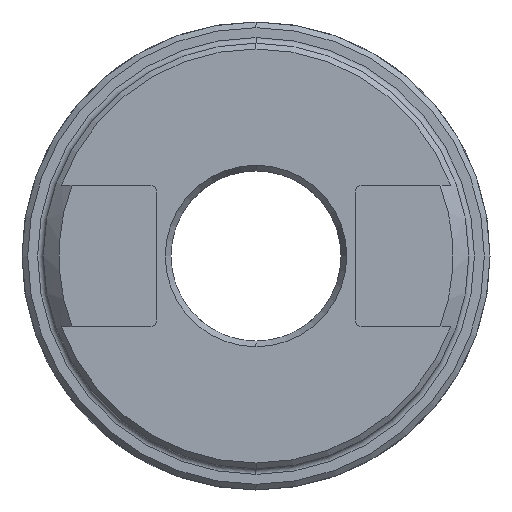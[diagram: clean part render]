
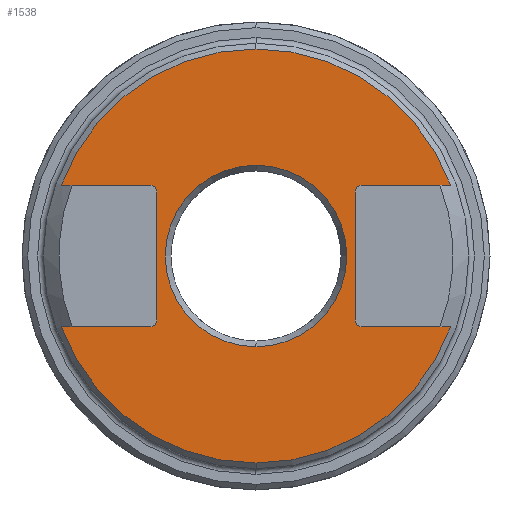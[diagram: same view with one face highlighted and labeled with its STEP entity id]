
A CAD part, left-side view. The second image highlights one B-rep face of the part: STEP entity #1538.
In plain terms, the highlighted planar face has unit normal (-1, 0, 0).
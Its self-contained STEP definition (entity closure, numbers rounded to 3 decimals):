
#5 = DIRECTION ( 'NONE',  ( 0., 1., 0. ) ) ;
#29 = ORIENTED_EDGE ( 'NONE', *, *, #695, .T. ) ;
#78 = ORIENTED_EDGE ( 'NONE', *, *, #953, .T. ) ;
#79 = CARTESIAN_POINT ( 'NONE',  ( -6.5, -7., -4.5 ) ) ;
#87 = CARTESIAN_POINT ( 'NONE',  ( -6.5, 2.462, 0.839 ) ) ;
#93 = CARTESIAN_POINT ( 'NONE',  ( -6.5, -7., 4.5 ) ) ;
#106 = PLANE ( 'NONE',  #724 ) ;
#110 = DIRECTION ( 'NONE',  ( 1., 0., 0. ) ) ;
#121 = EDGE_LOOP ( 'NONE', ( #78, #29, #726, #307, #397, #917, #1323, #853, #210, #849, #903, #937, #798, #998 ) ) ;
#123 = DIRECTION ( 'NONE',  ( 0., 0., -1. ) ) ;
#169 = CARTESIAN_POINT ( 'NONE',  ( -6.5, 0., 0. ) ) ;
#173 = LINE ( 'NONE', #562, #1160 ) ;
#186 = VECTOR ( 'NONE', #719, 1000. ) ;
#194 = VERTEX_POINT ( 'NONE', #1067 ) ;
#197 = CARTESIAN_POINT ( 'NONE',  ( -6.5, -7., 4.5 ) ) ;
#207 = EDGE_CURVE ( 'NONE', #985, #673, #948, .T. ) ;
#210 = ORIENTED_EDGE ( 'NONE', *, *, #207, .T. ) ;
#231 = CARTESIAN_POINT ( 'NONE',  ( -6.5, -13.717, 5. ) ) ;
#235 = CARTESIAN_POINT ( 'NONE',  ( -6.5, 7.5, -5. ) ) ;
#236 = VERTEX_POINT ( 'NONE', #607 ) ;
#245 = DIRECTION ( 'NONE',  ( -1., 0., 0. ) ) ;
#249 = DIRECTION ( 'NONE',  ( 0., 0., -1. ) ) ;
#260 = CARTESIAN_POINT ( 'NONE',  ( -6.5, 0., 0. ) ) ;
#273 = AXIS2_PLACEMENT_3D ( 'NONE', #1338, #1304, #1311 ) ;
#291 = DIRECTION ( 'NONE',  ( 1., 0., 0. ) ) ;
#305 = FACE_BOUND ( 'NONE', #1075, .T. ) ;
#306 = LINE ( 'NONE', #1061, #911 ) ;
#307 = ORIENTED_EDGE ( 'NONE', *, *, #471, .T. ) ;
#309 = CIRCLE ( 'NONE', #1004, 14.6 ) ;
#314 = CIRCLE ( 'NONE', #610, 0.5 ) ;
#320 = EDGE_CURVE ( 'NONE', #543, #443, #358, .T. ) ;
#321 = AXIS2_PLACEMENT_3D ( 'NONE', #322, #291, #340 ) ;
#322 = CARTESIAN_POINT ( 'NONE',  ( -6.5, 7.5, 4.5 ) ) ;
#340 = DIRECTION ( 'NONE',  ( 0., 0., -1. ) ) ;
#342 = VECTOR ( 'NONE', #424, 1000. ) ;
#346 = VERTEX_POINT ( 'NONE', #93 ) ;
#358 = CIRCLE ( 'NONE', #1210, 14.6 ) ;
#397 = ORIENTED_EDGE ( 'NONE', *, *, #927, .T. ) ;
#402 = EDGE_CURVE ( 'NONE', #1356, #482, #432, .T. ) ;
#424 = DIRECTION ( 'NONE',  ( 0., 0., 1. ) ) ;
#425 = DIRECTION ( 'NONE',  ( 0., 0., -1. ) ) ;
#432 = CIRCLE ( 'NONE', #273, 14.6 ) ;
#443 = VERTEX_POINT ( 'NONE', #1165 ) ;
#471 = EDGE_CURVE ( 'NONE', #585, #515, #314, .T. ) ;
#473 = CARTESIAN_POINT ( 'NONE',  ( -6.5, 0., 0. ) ) ;
#477 = DIRECTION ( 'NONE',  ( 0., 0., -1. ) ) ;
#480 = DIRECTION ( 'NONE',  ( -1., 0., 0. ) ) ;
#482 = VERTEX_POINT ( 'NONE', #556 ) ;
#489 = EDGE_CURVE ( 'NONE', #346, #1399, #788, .T. ) ;
#494 = DIRECTION ( 'NONE',  ( 0., 0., -1. ) ) ;
#515 = VERTEX_POINT ( 'NONE', #523 ) ;
#519 = VERTEX_POINT ( 'NONE', #848 ) ;
#523 = CARTESIAN_POINT ( 'NONE',  ( -6.5, 7.5, -5. ) ) ;
#531 = DIRECTION ( 'NONE',  ( 0., 0., 1. ) ) ;
#538 = EDGE_CURVE ( 'NONE', #482, #1197, #309, .T. ) ;
#539 = VECTOR ( 'NONE', #5, 1000. ) ;
#543 = VERTEX_POINT ( 'NONE', #613 ) ;
#547 = CARTESIAN_POINT ( 'NONE',  ( -6.5, -7.5, -4.5 ) ) ;
#556 = CARTESIAN_POINT ( 'NONE',  ( -6.5, 0., 14.6 ) ) ;
#562 = CARTESIAN_POINT ( 'NONE',  ( -6.5, 15., 5. ) ) ;
#568 = CARTESIAN_POINT ( 'NONE',  ( -6.5, 7., 4.5 ) ) ;
#585 = VERTEX_POINT ( 'NONE', #960 ) ;
#607 = CARTESIAN_POINT ( 'NONE',  ( -6.5, 7., 4.5 ) ) ;
#610 = AXIS2_PLACEMENT_3D ( 'NONE', #805, #832, #425 ) ;
#613 = CARTESIAN_POINT ( 'NONE',  ( -6.5, 0., -14.6 ) ) ;
#621 = CARTESIAN_POINT ( 'NONE',  ( -6.5, -7.5, 4.5 ) ) ;
#626 = VERTEX_POINT ( 'NONE', #1114 ) ;
#635 = DIRECTION ( 'NONE',  ( 1., 0., 0. ) ) ;
#669 = LINE ( 'NONE', #197, #342 ) ;
#673 = VERTEX_POINT ( 'NONE', #79 ) ;
#695 = EDGE_CURVE ( 'NONE', #1319, #236, #797, .T. ) ;
#711 = AXIS2_PLACEMENT_3D ( 'NONE', #547, #1464, #531 ) ;
#719 = DIRECTION ( 'NONE',  ( 0., -1., 0. ) ) ;
#724 = AXIS2_PLACEMENT_3D ( 'NONE', #87, #110, #123 ) ;
#726 = ORIENTED_EDGE ( 'NONE', *, *, #1084, .T. ) ;
#754 = AXIS2_PLACEMENT_3D ( 'NONE', #621, #635, #922 ) ;
#761 = ORIENTED_EDGE ( 'NONE', *, *, #919, .F. ) ;
#762 = EDGE_CURVE ( 'NONE', #519, #194, #1400, .T. ) ;
#764 = CARTESIAN_POINT ( 'NONE',  ( -6.5, -7.5, 5. ) ) ;
#784 = DIRECTION ( 'NONE',  ( 0., -1., 0. ) ) ;
#788 = CIRCLE ( 'NONE', #754, 0.5 ) ;
#797 = CIRCLE ( 'NONE', #321, 0.5 ) ;
#798 = ORIENTED_EDGE ( 'NONE', *, *, #538, .F. ) ;
#805 = CARTESIAN_POINT ( 'NONE',  ( -6.5, 7.5, -4.5 ) ) ;
#808 = AXIS2_PLACEMENT_3D ( 'NONE', #473, #480, #494 ) ;
#820 = ORIENTED_EDGE ( 'NONE', *, *, #762, .F. ) ;
#829 = CARTESIAN_POINT ( 'NONE',  ( -6.5, -15., 5. ) ) ;
#832 = DIRECTION ( 'NONE',  ( 1., 0., 0. ) ) ;
#848 = CARTESIAN_POINT ( 'NONE',  ( -6.5, 0., -6.4 ) ) ;
#849 = ORIENTED_EDGE ( 'NONE', *, *, #1059, .T. ) ;
#853 = ORIENTED_EDGE ( 'NONE', *, *, #1115, .T. ) ;
#903 = ORIENTED_EDGE ( 'NONE', *, *, #489, .T. ) ;
#911 = VECTOR ( 'NONE', #1081, 1000. ) ;
#917 = ORIENTED_EDGE ( 'NONE', *, *, #320, .F. ) ;
#919 = EDGE_CURVE ( 'NONE', #194, #519, #1196, .T. ) ;
#922 = DIRECTION ( 'NONE',  ( 0., 0., 1. ) ) ;
#927 = EDGE_CURVE ( 'NONE', #515, #443, #1529, .T. ) ;
#930 = CARTESIAN_POINT ( 'NONE',  ( -6.5, 13.717, 5. ) ) ;
#937 = ORIENTED_EDGE ( 'NONE', *, *, #1559, .T. ) ;
#948 = CIRCLE ( 'NONE', #711, 0.5 ) ;
#953 = EDGE_CURVE ( 'NONE', #1356, #1319, #173, .T. ) ;
#960 = CARTESIAN_POINT ( 'NONE',  ( -6.5, 7., -4.5 ) ) ;
#965 = CARTESIAN_POINT ( 'NONE',  ( -6.5, 0., 0. ) ) ;
#976 = DIRECTION ( 'NONE',  ( 0., 0., -1. ) ) ;
#978 = CARTESIAN_POINT ( 'NONE',  ( -6.5, 0., 0. ) ) ;
#985 = VERTEX_POINT ( 'NONE', #1142 ) ;
#988 = DIRECTION ( 'NONE',  ( 1., 0., 0. ) ) ;
#993 = LINE ( 'NONE', #568, #1029 ) ;
#998 = ORIENTED_EDGE ( 'NONE', *, *, #402, .F. ) ;
#1004 = AXIS2_PLACEMENT_3D ( 'NONE', #978, #1343, #1350 ) ;
#1029 = VECTOR ( 'NONE', #477, 1000. ) ;
#1059 = EDGE_CURVE ( 'NONE', #673, #346, #669, .T. ) ;
#1061 = CARTESIAN_POINT ( 'NONE',  ( -6.5, -7.5, -5. ) ) ;
#1067 = CARTESIAN_POINT ( 'NONE',  ( -6.5, 0., 6.4 ) ) ;
#1075 = EDGE_LOOP ( 'NONE', ( #761, #820 ) ) ;
#1081 = DIRECTION ( 'NONE',  ( 0., 1., 0. ) ) ;
#1084 = EDGE_CURVE ( 'NONE', #236, #585, #993, .T. ) ;
#1114 = CARTESIAN_POINT ( 'NONE',  ( -6.5, -13.717, -5. ) ) ;
#1115 = EDGE_CURVE ( 'NONE', #626, #985, #306, .T. ) ;
#1142 = CARTESIAN_POINT ( 'NONE',  ( -6.5, -7.5, -5. ) ) ;
#1160 = VECTOR ( 'NONE', #784, 1000. ) ;
#1165 = CARTESIAN_POINT ( 'NONE',  ( -6.5, 13.717, -5. ) ) ;
#1196 = CIRCLE ( 'NONE', #1499, 6.4 ) ;
#1197 = VERTEX_POINT ( 'NONE', #231 ) ;
#1203 = AXIS2_PLACEMENT_3D ( 'NONE', #965, #1213, #1310 ) ;
#1210 = AXIS2_PLACEMENT_3D ( 'NONE', #169, #988, #976 ) ;
#1211 = FACE_OUTER_BOUND ( 'NONE', #121, .T. ) ;
#1213 = DIRECTION ( 'NONE',  ( 1., 0., 0. ) ) ;
#1236 = EDGE_CURVE ( 'NONE', #626, #543, #1514, .T. ) ;
#1301 = CARTESIAN_POINT ( 'NONE',  ( -6.5, 7.5, 5. ) ) ;
#1304 = DIRECTION ( 'NONE',  ( 1., 0., 0. ) ) ;
#1310 = DIRECTION ( 'NONE',  ( 0., 0., -1. ) ) ;
#1311 = DIRECTION ( 'NONE',  ( 0., 0., -1. ) ) ;
#1319 = VERTEX_POINT ( 'NONE', #1301 ) ;
#1323 = ORIENTED_EDGE ( 'NONE', *, *, #1236, .F. ) ;
#1338 = CARTESIAN_POINT ( 'NONE',  ( -6.5, 0., 0. ) ) ;
#1343 = DIRECTION ( 'NONE',  ( 1., 0., 0. ) ) ;
#1350 = DIRECTION ( 'NONE',  ( 0., 0., -1. ) ) ;
#1356 = VERTEX_POINT ( 'NONE', #930 ) ;
#1399 = VERTEX_POINT ( 'NONE', #764 ) ;
#1400 = CIRCLE ( 'NONE', #808, 6.4 ) ;
#1464 = DIRECTION ( 'NONE',  ( 1., 0., 0. ) ) ;
#1482 = LINE ( 'NONE', #829, #186 ) ;
#1499 = AXIS2_PLACEMENT_3D ( 'NONE', #260, #245, #249 ) ;
#1514 = CIRCLE ( 'NONE', #1203, 14.6 ) ;
#1529 = LINE ( 'NONE', #235, #539 ) ;
#1538 = ADVANCED_FACE ( 'NONE', ( #1211, #305 ), #106, .F. ) ;
#1559 = EDGE_CURVE ( 'NONE', #1399, #1197, #1482, .T. ) ;
